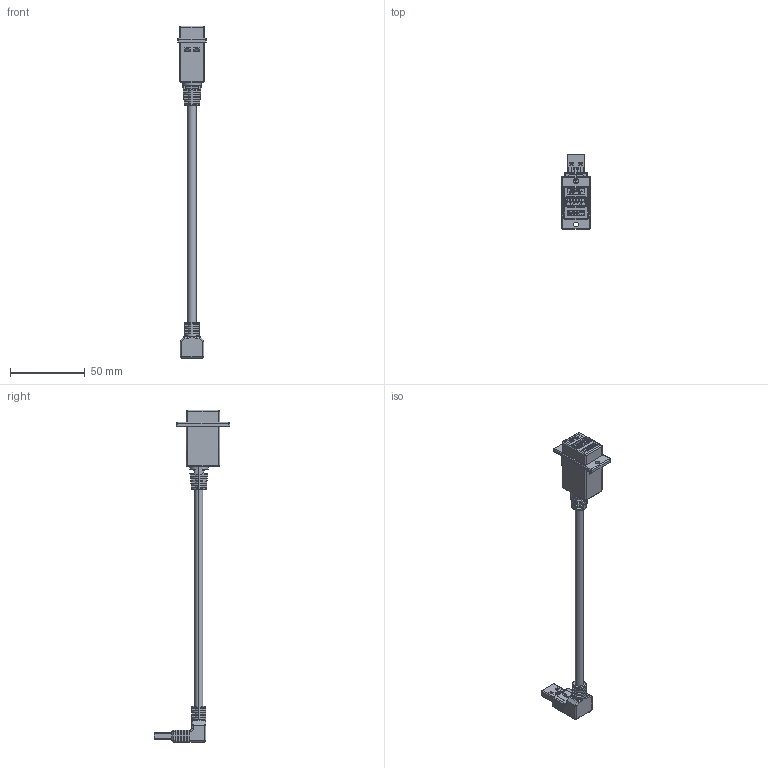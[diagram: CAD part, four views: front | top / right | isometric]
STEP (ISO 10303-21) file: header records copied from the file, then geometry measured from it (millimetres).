
FILE_DESCRIPTION (( 'STEP AP214' ), '1' );
FILE_NAME ('U3A00035.STEP', '2018-09-05T10:57:38', ( '' ), ( '' ), 'SwSTEP 2.0', 'SolidWorks 2017', '' );
FILE_SCHEMA (( 'AUTOMOTIVE_DESIGN' ));
Length unit declared in the file: inch
Products named in the file (17): MTN-867 + MTN-868; ECF504-30-AAS-FA1; 1AG01-298_USB3.0 ICON and L-com LOGO ; 1AA05-054_Crimped; HYP344; 1AG01-089_TYP C FOR S.R; MTN-867; 1AA05-072-MA1___; ECF504-30-AAS PNL END_2 PC S.R and L-com LOGO; U3A00035; 1AA05-072___; MTN-868_SPECIAL S.R; MTN-907_WITH LOGO UP; MTN-908; 1AA05-072-MA2___; 3AC08-027
Assembly tree (16 placements, depth 4):
  U3A00035
    3AC08-027
    MTN-907_WITH LOGO UP
      MTN-907_WITH LOGO UP
      MTN-908
      1AA05-072___
        1AA05-072-MA2___
        1AA05-072-MA1___
    ECF504-30-AAS PNL END_2 PC S.R and L-com LOGO
      MTN-867 + MTN-868
        MTN-867
        MTN-868_SPECIAL S.R
      1AG01-089_TYP C FOR S.R
      ECF504-30-AAS-FA1
        HYP344
        1AA05-054_Crimped
      1AG01-298_USB3.0 ICON and L-com LOGO 
Bounding box: 19.05 x 50.26 x 221.39 mm (x, y, z)
Volume: 18155.1 mm3; surface area: 20298.7 mm2
Topology: 15 solids, 15 shells, 3214 faces, 8640 edges, 5601 vertices
Faces by surface type: plane 1926, cylinder 720, bspline 452, torus 54, sphere 38, cone 24
Entity records: 137430 total; most frequent: CARTESIAN_POINT 44343, ORIENTED_EDGE 17212, DIRECTION 14465, EDGE_CURVE 8606, VECTOR 5965, LINE 5965, VERTEX_POINT 5601, AXIS2_PLACEMENT_3D 4250
